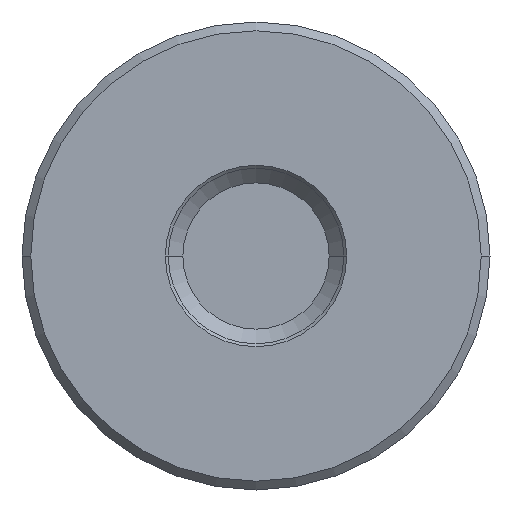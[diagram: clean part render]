
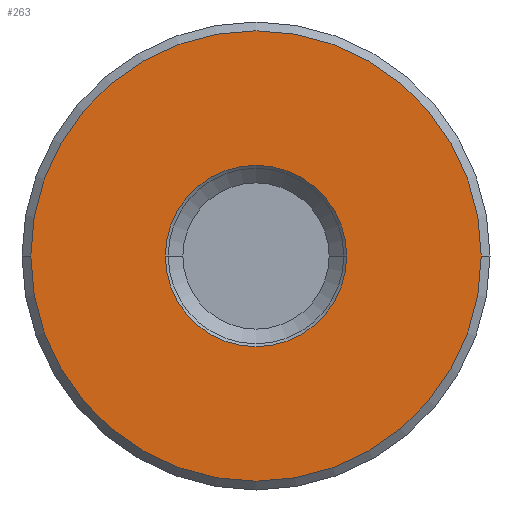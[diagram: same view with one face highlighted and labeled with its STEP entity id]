
A CAD part, left-side view. The second image highlights one B-rep face of the part: STEP entity #263.
In plain terms, the highlighted planar face has unit normal (-1, 0, 0).
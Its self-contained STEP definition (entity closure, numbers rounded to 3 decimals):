
#2=CARTESIAN_POINT('',(0.,0.,0.));
#3=DIRECTION('',(1.,0.,0.));
#4=DIRECTION('',(0.,-1.,0.));
#5=AXIS2_PLACEMENT_3D('',#2,#3,#4);
#7=CARTESIAN_POINT('',(0.,0.,0.));
#8=DIRECTION('',(1.,0.,0.));
#9=DIRECTION('',(0.,1.,0.));
#10=AXIS2_PLACEMENT_3D('',#7,#8,#9);
#12=CARTESIAN_POINT('',(0.,0.,0.));
#13=DIRECTION('',(1.,0.,0.));
#14=DIRECTION('',(0.,1.,0.));
#15=AXIS2_PLACEMENT_3D('',#12,#13,#14);
#17=CARTESIAN_POINT('',(0.,0.,0.));
#18=DIRECTION('',(1.,0.,0.));
#19=DIRECTION('',(0.,-1.,0.));
#20=AXIS2_PLACEMENT_3D('',#17,#18,#19);
#212=CARTESIAN_POINT('',(0.,-1.55,0.));
#213=CARTESIAN_POINT('',(0.,1.55,0.));
#214=VERTEX_POINT('',#212);
#215=VERTEX_POINT('',#213);
#232=CARTESIAN_POINT('',(0.,3.85,0.));
#233=CARTESIAN_POINT('',(0.,-3.85,0.));
#234=VERTEX_POINT('',#232);
#235=VERTEX_POINT('',#233);
#246=CARTESIAN_POINT('',(0.,0.,0.));
#247=DIRECTION('',(-1.,0.,0.));
#248=DIRECTION('',(0.,1.,0.));
#249=AXIS2_PLACEMENT_3D('',#246,#247,#248);
#250=PLANE('',#249);
#252=ORIENTED_EDGE('',*,*,#251,.T.);
#254=ORIENTED_EDGE('',*,*,#253,.T.);
#255=EDGE_LOOP('',(#252,#254));
#256=FACE_OUTER_BOUND('',#255,.F.);
#258=ORIENTED_EDGE('',*,*,#257,.F.);
#260=ORIENTED_EDGE('',*,*,#259,.F.);
#261=EDGE_LOOP('',(#258,#260));
#262=FACE_BOUND('',#261,.F.);
#263=ADVANCED_FACE('',(#256,#262),#250,.T.);
#6=CIRCLE('',#5,1.55);
#11=CIRCLE('',#10,1.55);
#16=CIRCLE('',#15,3.85);
#21=CIRCLE('',#20,3.85);
#251=EDGE_CURVE('',#234,#235,#16,.T.);
#253=EDGE_CURVE('',#235,#234,#21,.T.);
#257=EDGE_CURVE('',#214,#215,#6,.T.);
#259=EDGE_CURVE('',#215,#214,#11,.T.);
